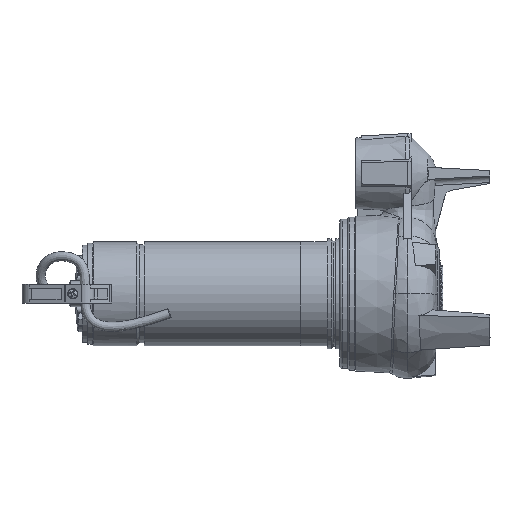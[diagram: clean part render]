
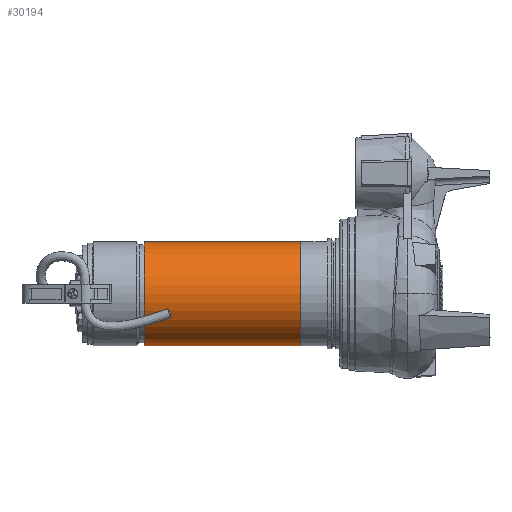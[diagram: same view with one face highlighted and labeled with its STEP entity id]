
A CAD part, left-side view. The second image highlights one B-rep face of the part: STEP entity #30194.
In plain terms, the highlighted cylindrical face has radius 56 mm (diameter 112 mm), a partial arc.
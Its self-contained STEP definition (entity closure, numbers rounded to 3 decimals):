
#644 = EDGE_CURVE ( 'NONE', #8347, #4801, #42853, .T. ) ;
#875 = CARTESIAN_POINT ( 'NONE',  ( 0., 143.501, -56. ) ) ;
#1544 = ORIENTED_EDGE ( 'NONE', *, *, #26146, .T. ) ;
#2046 = EDGE_CURVE ( 'NONE', #6405, #4801, #5230, .T. ) ;
#3969 = CARTESIAN_POINT ( 'NONE',  ( 0., 143.501, 56. ) ) ;
#4116 = ORIENTED_EDGE ( 'NONE', *, *, #644, .T. ) ;
#4722 = ORIENTED_EDGE ( 'NONE', *, *, #2046, .F. ) ;
#4801 = VERTEX_POINT ( 'NONE', #3969 ) ;
#5230 = LINE ( 'NONE', #12901, #20587 ) ;
#5268 = DIRECTION ( 'NONE',  ( 0., 0., -1. ) ) ;
#6405 = VERTEX_POINT ( 'NONE', #27849 ) ;
#8347 = VERTEX_POINT ( 'NONE', #875 ) ;
#11144 = FACE_OUTER_BOUND ( 'NONE', #44552, .T. ) ;
#11274 = CIRCLE ( 'NONE', #37276, 56. ) ;
#11368 = DIRECTION ( 'NONE',  ( 0., 0., -1. ) ) ;
#12840 = CARTESIAN_POINT ( 'NONE',  ( 0., 143.501, 0. ) ) ;
#12901 = CARTESIAN_POINT ( 'NONE',  ( 0., 312.501, 56. ) ) ;
#13146 = DIRECTION ( 'NONE',  ( 0., -1., 0. ) ) ;
#13676 = ORIENTED_EDGE ( 'NONE', *, *, #32432, .T. ) ;
#15057 = DIRECTION ( 'NONE',  ( 0., -1., 0. ) ) ;
#18666 = DIRECTION ( 'NONE',  ( 0., -1., 0. ) ) ;
#20587 = VECTOR ( 'NONE', #13146, 1000. ) ;
#21930 = CARTESIAN_POINT ( 'NONE',  ( 0., 312.501, -56. ) ) ;
#22068 = CYLINDRICAL_SURFACE ( 'NONE', #27248, 56. ) ;
#25331 = CARTESIAN_POINT ( 'NONE',  ( 0., 312.501, 0. ) ) ;
#26146 = EDGE_CURVE ( 'NONE', #41913, #8347, #35657, .T. ) ;
#27031 = DIRECTION ( 'NONE',  ( 0., 1., 0. ) ) ;
#27248 = AXIS2_PLACEMENT_3D ( 'NONE', #25331, #39298, #11368 ) ;
#27849 = CARTESIAN_POINT ( 'NONE',  ( 0., 312.501, 56. ) ) ;
#29487 = VECTOR ( 'NONE', #18666, 1000. ) ;
#29601 = CARTESIAN_POINT ( 'NONE',  ( 0., 312.501, -56. ) ) ;
#30194 = ADVANCED_FACE ( 'NONE', ( #11144 ), #22068, .T. ) ;
#32432 = EDGE_CURVE ( 'NONE', #6405, #41913, #11274, .T. ) ;
#33425 = CARTESIAN_POINT ( 'NONE',  ( 0., 312.501, 0. ) ) ;
#35657 = LINE ( 'NONE', #29601, #29487 ) ;
#37276 = AXIS2_PLACEMENT_3D ( 'NONE', #33425, #15057, #5268 ) ;
#37733 = DIRECTION ( 'NONE',  ( 0., 0., -1. ) ) ;
#39298 = DIRECTION ( 'NONE',  ( 0., -1., 0. ) ) ;
#41913 = VERTEX_POINT ( 'NONE', #21930 ) ;
#42853 = CIRCLE ( 'NONE', #44313, 56. ) ;
#44313 = AXIS2_PLACEMENT_3D ( 'NONE', #12840, #27031, #37733 ) ;
#44552 = EDGE_LOOP ( 'NONE', ( #4722, #13676, #1544, #4116 ) ) ;
